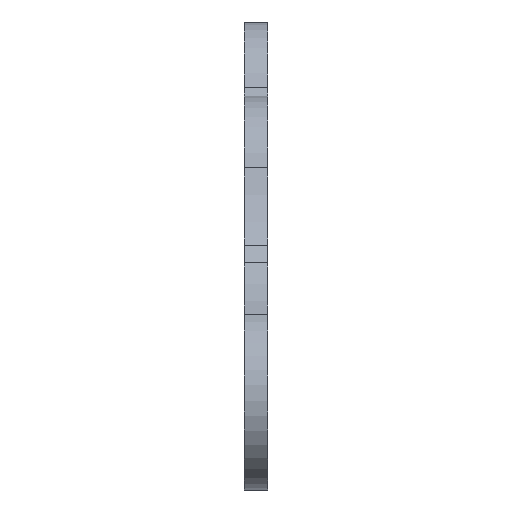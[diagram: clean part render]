
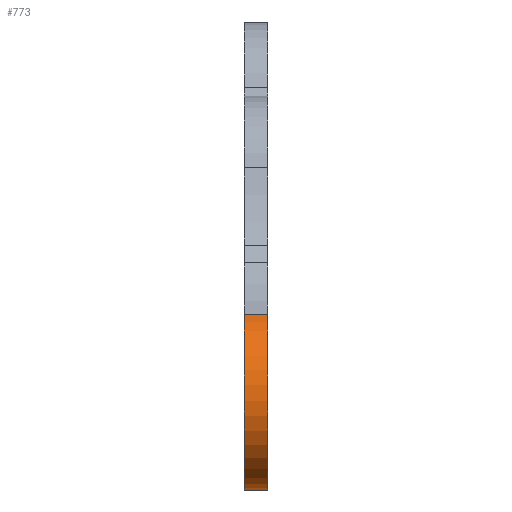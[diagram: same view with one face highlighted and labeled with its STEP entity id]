
A CAD part, front view. The second image highlights one B-rep face of the part: STEP entity #773.
In plain terms, the highlighted cylindrical face has radius 12.123 mm (diameter 24.245 mm), a partial arc.
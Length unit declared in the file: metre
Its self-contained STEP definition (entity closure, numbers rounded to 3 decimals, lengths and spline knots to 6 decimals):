
#32=CYLINDRICAL_SURFACE('',#872,0.012123);
#80=LINE('',#1315,#115);
#81=LINE('',#1319,#116);
#115=VECTOR('',#1070,1.);
#116=VECTOR('',#1075,1.);
#226=ORIENTED_EDGE('',*,*,#332,.F.);
#227=ORIENTED_EDGE('',*,*,#397,.T.);
#228=ORIENTED_EDGE('',*,*,#398,.T.);
#229=ORIENTED_EDGE('',*,*,#399,.T.);
#332=EDGE_CURVE('',#433,#434,#509,.T.);
#397=EDGE_CURVE('',#433,#482,#80,.F.);
#398=EDGE_CURVE('',#482,#483,#549,.T.);
#399=EDGE_CURVE('',#483,#434,#81,.T.);
#433=VERTEX_POINT('',#1184);
#434=VERTEX_POINT('',#1186);
#482=VERTEX_POINT('',#1314);
#483=VERTEX_POINT('',#1318);
#509=CIRCLE('',#816,0.012123);
#549=CIRCLE('',#873,0.012123);
#603=EDGE_LOOP('',(#226,#227,#228,#229));
#692=FACE_BOUND('',#603,.T.);
#773=ADVANCED_FACE('',(#692),#32,.T.);
#816=AXIS2_PLACEMENT_3D('',#1185,#933,#934);
#872=AXIS2_PLACEMENT_3D('',#1316,#1071,#1072);
#873=AXIS2_PLACEMENT_3D('',#1317,#1073,#1074);
#933=DIRECTION('',(1.,0.,0.));
#934=DIRECTION('',(0.,-0.375,-0.927));
#1070=DIRECTION('',(1.,0.,0.));
#1071=DIRECTION('',(1.,0.,0.));
#1072=DIRECTION('',(0.,-0.375,-0.927));
#1073=DIRECTION('',(1.,0.,0.));
#1074=DIRECTION('',(0.,-0.375,-0.927));
#1075=DIRECTION('',(1.,0.,0.));
#1184=CARTESIAN_POINT('',(0.009092,0.778922,-0.032226));
#1185=CARTESIAN_POINT('',(0.009092,0.783648,-0.04339));
#1186=CARTESIAN_POINT('',(0.009092,0.795482,-0.046019));
#1314=CARTESIAN_POINT('',(0.005917,0.778922,-0.032226));
#1315=CARTESIAN_POINT('',(0.003031,0.778922,-0.032226));
#1316=CARTESIAN_POINT('',(0.003031,0.783648,-0.04339));
#1317=CARTESIAN_POINT('',(0.005917,0.783648,-0.04339));
#1318=CARTESIAN_POINT('',(0.005917,0.795482,-0.046019));
#1319=CARTESIAN_POINT('',(0.003031,0.795482,-0.046019));
